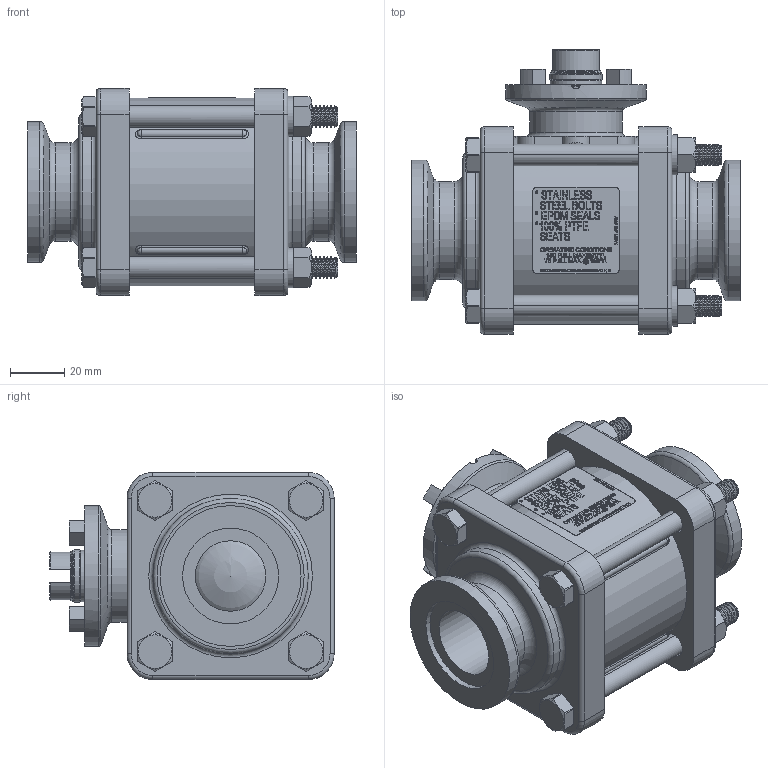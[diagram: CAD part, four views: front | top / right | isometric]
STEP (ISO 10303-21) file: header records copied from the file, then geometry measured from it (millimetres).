
FILE_DESCRIPTION(/* description */ ('1" Manifold Valve SubAssy'),/* implementation_level */ '2;1');
FILE_NAME(/* name */ 'MEV100XR1.stp',/* time_stamp */ '2019-06-05T12:23:17-04:00',/* author */ ('areid'),/* organization */ (''),/* preprocessor_version */ 'ST-DEVELOPER v17.2',/* originating_system */ 'Autodesk Inventor 2019',/* authorisation */ '');
FILE_SCHEMA (('AUTOMOTIVE_DESIGN { 1 0 10303 214 3 1 1 }'));
Products named in the file (17): MEV100XR1; MEV10254A; MEV10254AX; VE10155SSH; MEV10151; MEV10151SS; FP26041E; FP26041; UV15163; VE10278A; V10278X; VE10264E; V10117; V10118; V10119; VE10258A; VL1007
Assembly tree (30 placements, depth 3):
  MEV100XR1
    MEV10254A
      MEV10254AX
    VE10155SSH
    MEV10151
      MEV10151SS
      FP26041E  x2
      FP26041  x2
      UV15163
    VE10278A  x2
      V10278X
    VE10264E  x2
    V10117  x4
    V10118  x4
    V10119  x4
    VE10258A  x2
    VL1007
Bounding box: 120.9 x 104.58 x 76.2 mm (x, y, z)
Volume: 330440.2 mm3; surface area: 125320.4 mm2
Topology: 27 solids, 27 shells, 3087 faces, 7827 edges, 5027 vertices
Faces by surface type: plane 1343, bspline 711, cylinder 497, cone 421, torus 101, sphere 14
Full cylindrical faces by diameter (mm): 8.89 x8, 14.275 x2, 16.205 x1, 16.383 x2, 19.05 x4, 19.304 x1, 19.431 x2, 20.625 x2, 20.777 x1, 25.4 x1, 25.908 x7, 34.036 x1, 35.306 x2, 36.068 x2, 37.973 x2, 38.1 x2, 44.958 x2, 51.816 x3, 53.848 x1, 53.95 x2, 57.15 x2, 60.325 x2, 62.992 x2, 63.5 x2
Entity records: 80610 total; most frequent: CARTESIAN_POINT 26259, ORIENTED_EDGE 12384, DIRECTION 8599, EDGE_CURVE 6192, VERTEX_POINT 4094, LINE 3903, VECTOR 3903, EDGE_LOOP 2604
